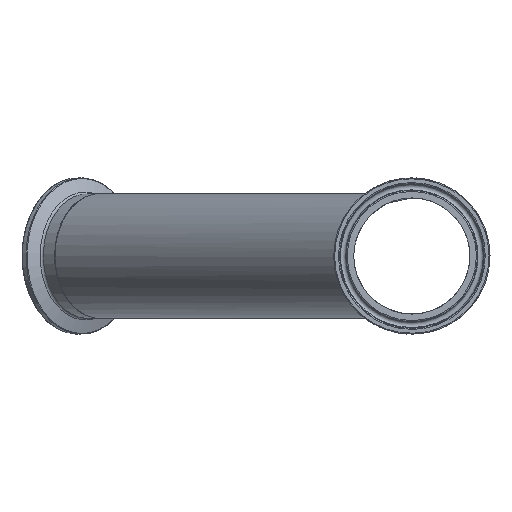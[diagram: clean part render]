
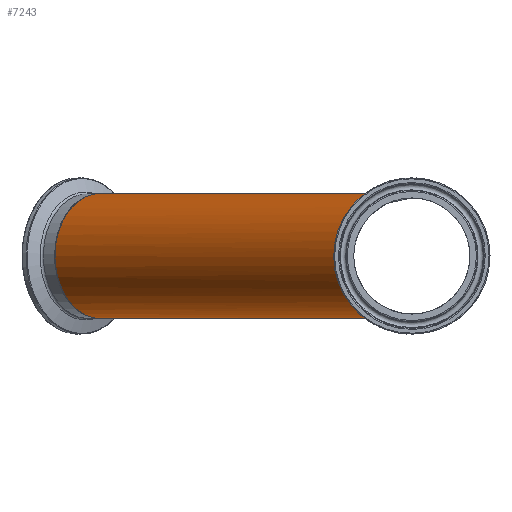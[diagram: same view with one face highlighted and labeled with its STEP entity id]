
A CAD part, left-side view. The second image highlights one B-rep face of the part: STEP entity #7243.
In plain terms, the highlighted cylindrical face has radius 25.4 mm (diameter 50.8 mm), a full revolution.
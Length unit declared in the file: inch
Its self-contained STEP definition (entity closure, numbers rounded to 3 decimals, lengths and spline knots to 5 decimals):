
#79=ELLIPSE('',#7612,1.08239,1.);
#80=ELLIPSE('',#7613,2.61313,1.);
#81=ELLIPSE('',#7614,2.61313,1.);
#775=FACE_OUTER_BOUND('',#1200,.T.);
#1200=EDGE_LOOP('',(#6408,#6409,#6410,#6411,#6412,#6413,#6414));
#2026=LINE('',#16322,#2470);
#2470=VECTOR('',#8912,1.);
#2599=CIRCLE('',#7626,1.);
#2600=CIRCLE('',#7627,1.);
#3366=VERTEX_POINT('',#16287);
#3367=VERTEX_POINT('',#16288);
#3368=VERTEX_POINT('',#16290);
#3369=VERTEX_POINT('',#16304);
#3370=VERTEX_POINT('',#16305);
#4414=EDGE_CURVE('',#3366,#3367,#79,.T.);
#4415=EDGE_CURVE('',#3367,#3368,#80,.T.);
#4416=EDGE_CURVE('',#3368,#3366,#81,.T.);
#4417=EDGE_CURVE('',#3369,#3370,#2599,.T.);
#4418=EDGE_CURVE('',#3370,#3369,#2600,.T.);
#4425=EDGE_CURVE('',#3370,#3368,#2026,.T.);
#6408=ORIENTED_EDGE('',*,*,#4417,.T.);
#6409=ORIENTED_EDGE('',*,*,#4425,.T.);
#6410=ORIENTED_EDGE('',*,*,#4415,.F.);
#6411=ORIENTED_EDGE('',*,*,#4414,.F.);
#6412=ORIENTED_EDGE('',*,*,#4416,.F.);
#6413=ORIENTED_EDGE('',*,*,#4425,.F.);
#6414=ORIENTED_EDGE('',*,*,#4418,.T.);
#6827=CYLINDRICAL_SURFACE('',#7635,1.);
#7243=ADVANCED_FACE('',(#775),#6827,.T.);
#7612=AXIS2_PLACEMENT_3D('',#16289,#8864,#8865);
#7613=AXIS2_PLACEMENT_3D('',#16291,#8866,#8867);
#7614=AXIS2_PLACEMENT_3D('',#16292,#8868,#8869);
#7626=AXIS2_PLACEMENT_3D('',#16306,#8892,#8893);
#7627=AXIS2_PLACEMENT_3D('',#16307,#8894,#8895);
#7635=AXIS2_PLACEMENT_3D('',#16321,#8910,#8911);
#8864=DIRECTION('center_axis',(-0.924,-0.383,0.));
#8865=DIRECTION('ref_axis',(-0.383,0.924,0.));
#8866=DIRECTION('center_axis',(0.383,-0.924,0.));
#8867=DIRECTION('ref_axis',(0.924,0.383,0.));
#8868=DIRECTION('center_axis',(0.383,-0.924,0.));
#8869=DIRECTION('ref_axis',(0.924,0.383,0.));
#8892=DIRECTION('center_axis',(-0.707,-0.707,0.));
#8893=DIRECTION('ref_axis',(-0.707,0.707,0.));
#8894=DIRECTION('center_axis',(-0.707,-0.707,0.));
#8895=DIRECTION('ref_axis',(-0.707,0.707,0.));
#8910=DIRECTION('center_axis',(0.707,0.707,0.));
#8911=DIRECTION('ref_axis',(-0.707,0.707,0.));
#8912=DIRECTION('',(-0.707,-0.707,0.));
#16287=CARTESIAN_POINT('',(1.625,0.,1.));
#16288=CARTESIAN_POINT('',(1.625,0.,-1.));
#16289=CARTESIAN_POINT('Origin',(1.625,0.,0.));
#16290=CARTESIAN_POINT('',(4.03921,1.,0.));
#16291=CARTESIAN_POINT('Origin',(1.625,0.,0.));
#16292=CARTESIAN_POINT('Origin',(1.625,0.,0.));
#16304=CARTESIAN_POINT('',(6.66314,5.03814,-1.));
#16305=CARTESIAN_POINT('',(7.37024,4.33103,0.));
#16306=CARTESIAN_POINT('Origin',(6.66314,5.03814,0.));
#16307=CARTESIAN_POINT('Origin',(6.66314,5.03814,0.));
#16321=CARTESIAN_POINT('Origin',(4.31261,2.68761,0.));
#16322=CARTESIAN_POINT('',(5.01972,1.9805,0.));
